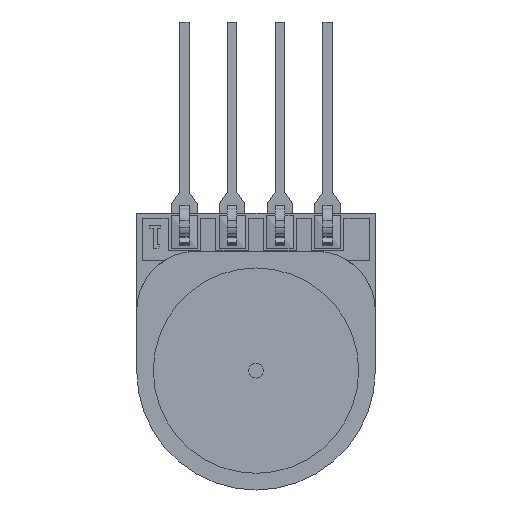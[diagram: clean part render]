
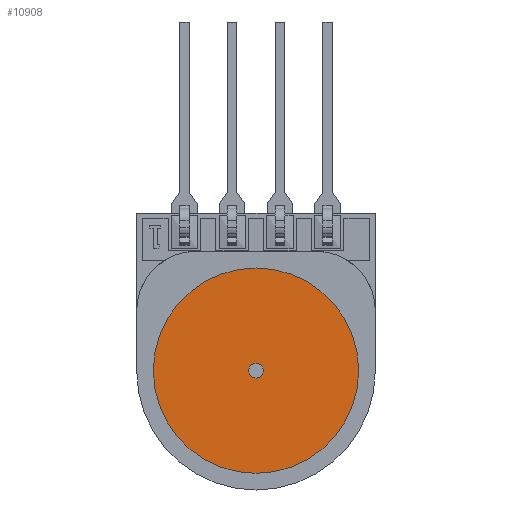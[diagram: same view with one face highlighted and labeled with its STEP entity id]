
A CAD part, front view. The second image highlights one B-rep face of the part: STEP entity #10908.
In plain terms, the highlighted face is planar.
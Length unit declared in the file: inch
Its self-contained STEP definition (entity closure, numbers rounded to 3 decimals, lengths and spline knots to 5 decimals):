
#112 = DIRECTION ( 'NONE',  ( 0., 1., 0. ) ) ;
#1135 = ORIENTED_EDGE ( 'NONE', *, *, #7403, .T. ) ;
#1359 = AXIS2_PLACEMENT_3D ( 'NONE', #4848, #5629, #8930 ) ;
#2016 = FACE_BOUND ( 'NONE', #3114, .T. ) ;
#3114 = EDGE_LOOP ( 'NONE', ( #1135, #6407 ) ) ;
#3222 = CIRCLE ( 'NONE', #6613, 0.215 ) ;
#3947 = CARTESIAN_POINT ( 'NONE',  ( 0., 0.0448, 0. ) ) ;
#4024 = CARTESIAN_POINT ( 'NONE',  ( 0., 0.0448, 0. ) ) ;
#4116 = DIRECTION ( 'NONE',  ( 0., 0., 1. ) ) ;
#4185 = ORIENTED_EDGE ( 'NONE', *, *, #9915, .T. ) ;
#4572 = EDGE_LOOP ( 'NONE', ( #8402, #4185 ) ) ;
#4614 = DIRECTION ( 'NONE',  ( 0., 0., 1. ) ) ;
#4848 = CARTESIAN_POINT ( 'NONE',  ( 0., 0.0448, 0. ) ) ;
#4855 = EDGE_CURVE ( 'NONE', #5263, #5065, #3222, .T. ) ;
#4921 = DIRECTION ( 'NONE',  ( 0., 0., 1. ) ) ;
#5065 = VERTEX_POINT ( 'NONE', #7940 ) ;
#5141 = VERTEX_POINT ( 'NONE', #8276 ) ;
#5169 = DIRECTION ( 'NONE',  ( 0., -1., 0. ) ) ;
#5263 = VERTEX_POINT ( 'NONE', #7376 ) ;
#5434 = DIRECTION ( 'NONE',  ( 0., 0., 1. ) ) ;
#5629 = DIRECTION ( 'NONE',  ( 0., -1., 0. ) ) ;
#6080 = VERTEX_POINT ( 'NONE', #9152 ) ;
#6207 = FACE_OUTER_BOUND ( 'NONE', #4572, .T. ) ;
#6407 = ORIENTED_EDGE ( 'NONE', *, *, #7266, .T. ) ;
#6613 = AXIS2_PLACEMENT_3D ( 'NONE', #3947, #7354, #4614 ) ;
#6886 = CIRCLE ( 'NONE', #1359, 0.0155 ) ;
#7044 = AXIS2_PLACEMENT_3D ( 'NONE', #7689, #5169, #4116 ) ;
#7266 = EDGE_CURVE ( 'NONE', #6080, #5141, #6886, .T. ) ;
#7354 = DIRECTION ( 'NONE',  ( 0., 1., 0. ) ) ;
#7376 = CARTESIAN_POINT ( 'NONE',  ( 0., 0.0448, 0.215 ) ) ;
#7403 = EDGE_CURVE ( 'NONE', #5141, #6080, #10095, .T. ) ;
#7689 = CARTESIAN_POINT ( 'NONE',  ( 0., 0.0448, 0. ) ) ;
#7850 = AXIS2_PLACEMENT_3D ( 'NONE', #4024, #9224, #4921 ) ;
#7870 = AXIS2_PLACEMENT_3D ( 'NONE', #9624, #112, #5434 ) ;
#7940 = CARTESIAN_POINT ( 'NONE',  ( 0., 0.0448, -0.215 ) ) ;
#8276 = CARTESIAN_POINT ( 'NONE',  ( 0., 0.0448, 0.0155 ) ) ;
#8402 = ORIENTED_EDGE ( 'NONE', *, *, #4855, .T. ) ;
#8930 = DIRECTION ( 'NONE',  ( 0., 0., 1. ) ) ;
#9152 = CARTESIAN_POINT ( 'NONE',  ( 0., 0.0448, -0.0155 ) ) ;
#9224 = DIRECTION ( 'NONE',  ( 0., 1., 0. ) ) ;
#9458 = PLANE ( 'NONE',  #7870 ) ;
#9624 = CARTESIAN_POINT ( 'NONE',  ( 0., 0.0448, 0. ) ) ;
#9915 = EDGE_CURVE ( 'NONE', #5065, #5263, #10529, .T. ) ;
#10095 = CIRCLE ( 'NONE', #7044, 0.0155 ) ;
#10529 = CIRCLE ( 'NONE', #7850, 0.215 ) ;
#10908 = ADVANCED_FACE ( 'NONE', ( #6207, #2016 ), #9458, .T. ) ;
